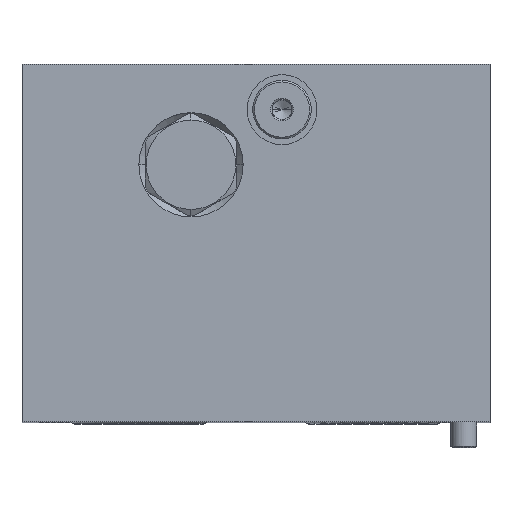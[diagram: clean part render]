
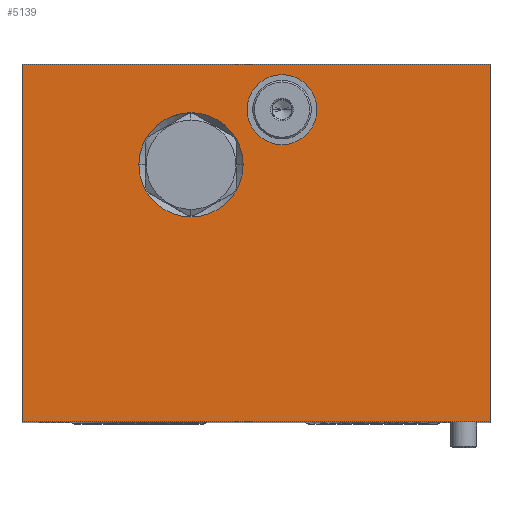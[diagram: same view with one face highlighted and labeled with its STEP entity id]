
A CAD part, top view. The second image highlights one B-rep face of the part: STEP entity #5139.
In plain terms, the highlighted planar face has unit normal (0, 0, 1).
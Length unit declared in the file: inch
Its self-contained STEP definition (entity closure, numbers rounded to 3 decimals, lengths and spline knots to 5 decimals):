
#838=DIRECTION('',(0.,-1.,0.));
#839=VECTOR('',#838,3.438);
#840=CARTESIAN_POINT('',(0.,0.,6.875));
#841=LINE('',#840,#839);
#842=DIRECTION('',(-1.,0.,0.));
#843=VECTOR('',#842,4.5);
#844=CARTESIAN_POINT('',(4.5,0.,6.875));
#845=LINE('',#844,#843);
#846=DIRECTION('',(0.,1.,0.));
#847=VECTOR('',#846,3.438);
#848=CARTESIAN_POINT('',(4.5,-3.438,6.875));
#849=LINE('',#848,#847);
#850=DIRECTION('',(1.,0.,0.));
#851=VECTOR('',#850,4.5);
#852=CARTESIAN_POINT('',(0.,-3.438,6.875));
#853=LINE('',#852,#851);
#854=CARTESIAN_POINT('',(2.5,-0.438,6.875));
#855=DIRECTION('',(0.,0.,-1.));
#856=DIRECTION('',(-1.,0.,0.));
#857=AXIS2_PLACEMENT_3D('',#854,#855,#856);
#859=CARTESIAN_POINT('',(2.5,-0.438,6.875));
#860=DIRECTION('',(0.,0.,-1.));
#861=DIRECTION('',(1.,0.,0.));
#862=AXIS2_PLACEMENT_3D('',#859,#860,#861);
#864=CARTESIAN_POINT('',(1.625,-0.969,6.875));
#865=DIRECTION('',(0.,0.,-1.));
#866=DIRECTION('',(-1.,0.,0.));
#867=AXIS2_PLACEMENT_3D('',#864,#865,#866);
#869=CARTESIAN_POINT('',(1.625,-0.969,6.875));
#870=DIRECTION('',(0.,0.,-1.));
#871=DIRECTION('',(1.,0.,0.));
#872=AXIS2_PLACEMENT_3D('',#869,#870,#871);
#3854=CARTESIAN_POINT('',(0.,0.,6.875));
#3855=CARTESIAN_POINT('',(0.,-3.438,6.875));
#3856=VERTEX_POINT('',#3854);
#3857=VERTEX_POINT('',#3855);
#3858=CARTESIAN_POINT('',(4.5,-3.438,6.875));
#3859=VERTEX_POINT('',#3858);
#3860=CARTESIAN_POINT('',(4.5,0.,6.875));
#3861=VERTEX_POINT('',#3860);
#4113=CARTESIAN_POINT('',(2.164,-0.438,6.875));
#4114=CARTESIAN_POINT('',(2.836,-0.438,6.875));
#4115=VERTEX_POINT('',#4113);
#4116=VERTEX_POINT('',#4114);
#4171=CARTESIAN_POINT('',(1.124,-0.969,6.875));
#4172=CARTESIAN_POINT('',(2.126,-0.969,6.875));
#4173=VERTEX_POINT('',#4171);
#4174=VERTEX_POINT('',#4172);
#5114=CARTESIAN_POINT('',(0.,0.,6.875));
#5115=DIRECTION('',(0.,0.,1.));
#5116=DIRECTION('',(1.,0.,0.));
#5117=AXIS2_PLACEMENT_3D('',#5114,#5115,#5116);
#5118=PLANE('',#5117);
#5119=ORIENTED_EDGE('',*,*,#5107,.F.);
#5120=ORIENTED_EDGE('',*,*,#4761,.F.);
#5122=ORIENTED_EDGE('',*,*,#5121,.F.);
#5124=ORIENTED_EDGE('',*,*,#5123,.F.);
#5125=EDGE_LOOP('',(#5119,#5120,#5122,#5124));
#5126=FACE_OUTER_BOUND('',#5125,.F.);
#5128=ORIENTED_EDGE('',*,*,#5127,.F.);
#5130=ORIENTED_EDGE('',*,*,#5129,.F.);
#5131=EDGE_LOOP('',(#5128,#5130));
#5132=FACE_BOUND('',#5131,.F.);
#5134=ORIENTED_EDGE('',*,*,#5133,.F.);
#5136=ORIENTED_EDGE('',*,*,#5135,.F.);
#5137=EDGE_LOOP('',(#5134,#5136));
#5138=FACE_BOUND('',#5137,.F.);
#5139=ADVANCED_FACE('',(#5126,#5132,#5138),#5118,.T.);
#858=CIRCLE('',#857,0.336);
#863=CIRCLE('',#862,0.336);
#868=CIRCLE('',#867,0.501);
#873=CIRCLE('',#872,0.501);
#4761=EDGE_CURVE('',#3861,#3856,#845,.T.);
#5107=EDGE_CURVE('',#3856,#3857,#841,.T.);
#5121=EDGE_CURVE('',#3859,#3861,#849,.T.);
#5123=EDGE_CURVE('',#3857,#3859,#853,.T.);
#5127=EDGE_CURVE('',#4115,#4116,#858,.T.);
#5129=EDGE_CURVE('',#4116,#4115,#863,.T.);
#5133=EDGE_CURVE('',#4173,#4174,#868,.T.);
#5135=EDGE_CURVE('',#4174,#4173,#873,.T.);
